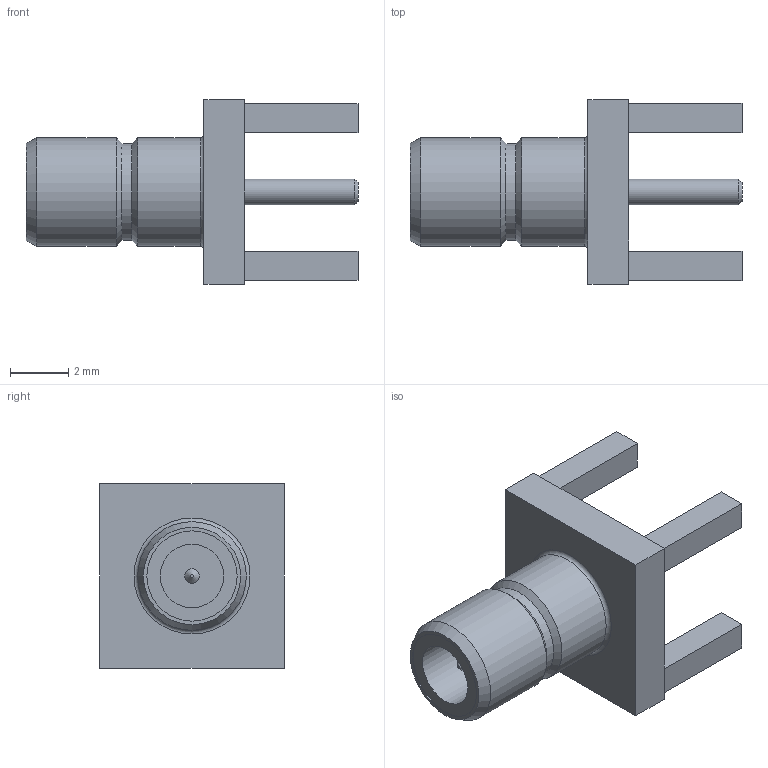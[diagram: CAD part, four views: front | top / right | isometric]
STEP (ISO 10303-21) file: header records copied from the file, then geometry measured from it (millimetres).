
FILE_DESCRIPTION (( 'STEP AP203' ), '1' );
FILE_NAME ('FMCN4174_3D.step', '2022-11-28T18:27:02', ( '' ), ( '' ), 'SwSTEP 2.0', 'SolidWorks 2021', '' );
FILE_SCHEMA (( 'CONFIG_CONTROL_DESIGN' ));
Length unit declared in the file: inch
Products named in the file (1): FMCN4174_3D
Bounding box: 11.42 x 6.35 x 6.35 mm (x, y, z)
Volume: 126 mm3; surface area: 289.7 mm2
Topology: 1 solids, 1 shells, 48 faces, 98 edges, 63 vertices
Faces by surface type: plane 33, cylinder 9, cone 5, torus 1
Full cylindrical faces by diameter (mm): 0.508 x1, 0.889 x1, 1.397 x1, 2.191 x1, 3.105 x1, 3.335 x1, 3.735 x2, 4.064 x1
Entity records: 1243 total; most frequent: DIRECTION 202, CARTESIAN_POINT 193, ORIENTED_EDGE 164, EDGE_CURVE 82, EDGE_LOOP 74, AXIS2_PLACEMENT_3D 71, VERTEX_POINT 62, VECTOR 60
